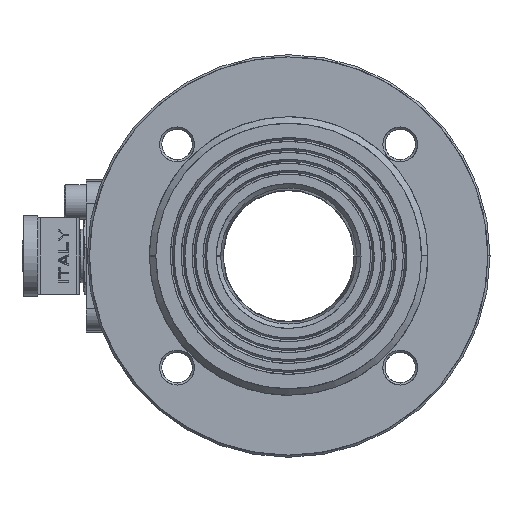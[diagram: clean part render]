
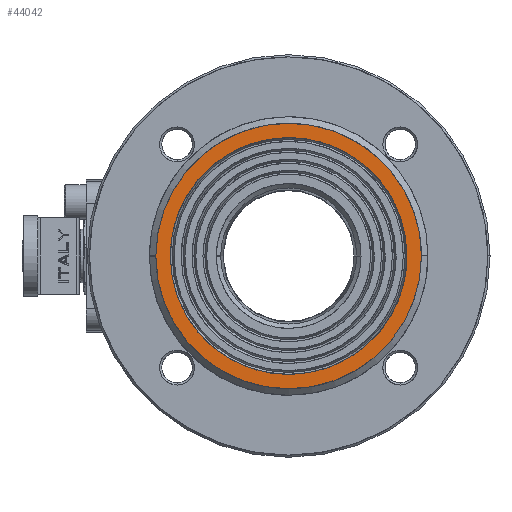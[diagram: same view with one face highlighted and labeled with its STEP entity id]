
A CAD part, left-side view. The second image highlights one B-rep face of the part: STEP entity #44042.
In plain terms, the highlighted planar face has unit normal (1, 0, 0).
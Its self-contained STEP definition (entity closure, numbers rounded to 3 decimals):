
#3525=PLANE('',#55987);
#4196=B_SPLINE_CURVE_WITH_KNOTS('',3,(#85771,#85772,#85773,#85774,#85775,
#85776,#85777,#85778,#85779,#85780,#85781),.UNSPECIFIED.,.F.,.F.,(4,1,1,
1,1,1,1,1,4),(0.,0.125,0.25,0.375,0.5,0.625,0.75,0.875,1.),
 .UNSPECIFIED.);
#4197=B_SPLINE_CURVE_WITH_KNOTS('',3,(#85784,#85785,#85786,#85787,#85788,
#85789,#85790,#85791,#85792,#85793,#85794),.UNSPECIFIED.,.F.,.F.,(4,1,1,
1,1,1,1,1,4),(0.,0.125,0.25,0.375,0.5,0.625,0.75,0.875,1.),
 .UNSPECIFIED.);
#4198=B_SPLINE_CURVE_WITH_KNOTS('',3,(#85795,#85796,#85797,#85798,#85799,
#85800,#85801,#85802,#85803,#85804,#85805,#85806,#85807),.UNSPECIFIED.,
 .F.,.F.,(4,1,1,1,1,1,1,1,1,1,4),(0.,0.063,0.125,0.25,0.375,0.5,0.625,
0.75,0.875,0.938,1.),.UNSPECIFIED.);
#4199=B_SPLINE_CURVE_WITH_KNOTS('',3,(#85810,#85811,#85812,#85813,#85814,
#85815,#85816,#85817,#85818,#85819,#85820,#85821,#85822),.UNSPECIFIED.,
 .F.,.F.,(4,1,1,1,1,1,1,1,1,1,4),(0.,0.063,0.125,0.25,0.375,0.5,0.625,
0.75,0.875,0.938,1.),.UNSPECIFIED.);
#21850=ORIENTED_EDGE('',*,*,#29166,.T.);
#21851=ORIENTED_EDGE('',*,*,#29167,.T.);
#21852=ORIENTED_EDGE('',*,*,#29168,.F.);
#21853=ORIENTED_EDGE('',*,*,#29169,.F.);
#29166=EDGE_CURVE('',#39376,#39377,#4196,.T.);
#29167=EDGE_CURVE('',#39377,#39376,#4197,.T.);
#29168=EDGE_CURVE('',#39378,#39379,#4198,.F.);
#29169=EDGE_CURVE('',#39379,#39378,#4199,.F.);
#33097=EDGE_LOOP('',(#21850,#21851));
#33098=EDGE_LOOP('',(#21852,#21853));
#39376=VERTEX_POINT('',#85782);
#39377=VERTEX_POINT('',#85783);
#39378=VERTEX_POINT('',#85808);
#39379=VERTEX_POINT('',#85809);
#42241=FACE_BOUND('',#33097,.T.);
#42242=FACE_BOUND('',#33098,.T.);
#44042=ADVANCED_FACE('',(#42241,#42242),#3525,.T.);
#55987=AXIS2_PLACEMENT_3D('',#85770,#65238,#65239);
#65238=DIRECTION('',(1.,0.,0.));
#65239=DIRECTION('',(0.,-1.,0.));
#85770=CARTESIAN_POINT('',(-89.,63.44,63.504));
#85771=CARTESIAN_POINT('',(-89.,54.366,0.));
#85772=CARTESIAN_POINT('',(-89.,54.371,-7.105));
#85773=CARTESIAN_POINT('',(-89.,51.533,-21.352));
#85774=CARTESIAN_POINT('',(-89.,39.444,-39.442));
#85775=CARTESIAN_POINT('',(-89.,21.346,-51.536));
#85776=CARTESIAN_POINT('',(-89.,0.,-55.781));
#85777=CARTESIAN_POINT('',(-89.,-21.346,-51.535));
#85778=CARTESIAN_POINT('',(-89.,-39.444,-39.442));
#85779=CARTESIAN_POINT('',(-89.,-51.533,-21.351));
#85780=CARTESIAN_POINT('',(-89.,-54.371,-7.106));
#85781=CARTESIAN_POINT('',(-89.,-54.366,0.));
#85782=CARTESIAN_POINT('',(-89.,54.366,0.));
#85783=CARTESIAN_POINT('',(-89.,-54.366,0.));
#85784=CARTESIAN_POINT('',(-89.,-54.366,0.));
#85785=CARTESIAN_POINT('',(-89.,-54.371,7.105));
#85786=CARTESIAN_POINT('',(-89.,-51.533,21.352));
#85787=CARTESIAN_POINT('',(-89.,-39.444,39.442));
#85788=CARTESIAN_POINT('',(-89.,-21.346,51.536));
#85789=CARTESIAN_POINT('',(-89.,0.,55.781));
#85790=CARTESIAN_POINT('',(-89.,21.346,51.535));
#85791=CARTESIAN_POINT('',(-89.,39.444,39.442));
#85792=CARTESIAN_POINT('',(-89.,51.533,21.351));
#85793=CARTESIAN_POINT('',(-89.,54.371,7.106));
#85794=CARTESIAN_POINT('',(-89.,54.366,0.));
#85795=CARTESIAN_POINT('',(-89.,61.,0.));
#85796=CARTESIAN_POINT('',(-89.,61.003,3.985));
#85797=CARTESIAN_POINT('',(-89.,60.211,11.98));
#85798=CARTESIAN_POINT('',(-89.,55.56,27.333));
#85799=CARTESIAN_POINT('',(-89.,44.257,44.257));
#85800=CARTESIAN_POINT('',(-89.,23.951,57.824));
#85801=CARTESIAN_POINT('',(-89.,0.,62.588));
#85802=CARTESIAN_POINT('',(-89.,-23.951,57.824));
#85803=CARTESIAN_POINT('',(-89.,-44.257,44.257));
#85804=CARTESIAN_POINT('',(-89.,-55.56,27.333));
#85805=CARTESIAN_POINT('',(-89.,-60.211,11.98));
#85806=CARTESIAN_POINT('',(-89.,-61.003,3.986));
#85807=CARTESIAN_POINT('',(-89.,-61.,0.));
#85808=CARTESIAN_POINT('',(-89.,-61.,0.));
#85809=CARTESIAN_POINT('',(-89.,61.,0.));
#85810=CARTESIAN_POINT('',(-89.,-61.,0.));
#85811=CARTESIAN_POINT('',(-89.,-61.003,-3.985));
#85812=CARTESIAN_POINT('',(-89.,-60.211,-11.98));
#85813=CARTESIAN_POINT('',(-89.,-55.56,-27.333));
#85814=CARTESIAN_POINT('',(-89.,-44.257,-44.257));
#85815=CARTESIAN_POINT('',(-89.,-23.951,-57.824));
#85816=CARTESIAN_POINT('',(-89.,0.,-62.588));
#85817=CARTESIAN_POINT('',(-89.,23.951,-57.824));
#85818=CARTESIAN_POINT('',(-89.,44.257,-44.257));
#85819=CARTESIAN_POINT('',(-89.,55.56,-27.333));
#85820=CARTESIAN_POINT('',(-89.,60.211,-11.98));
#85821=CARTESIAN_POINT('',(-89.,61.003,-3.986));
#85822=CARTESIAN_POINT('',(-89.,61.,0.));
